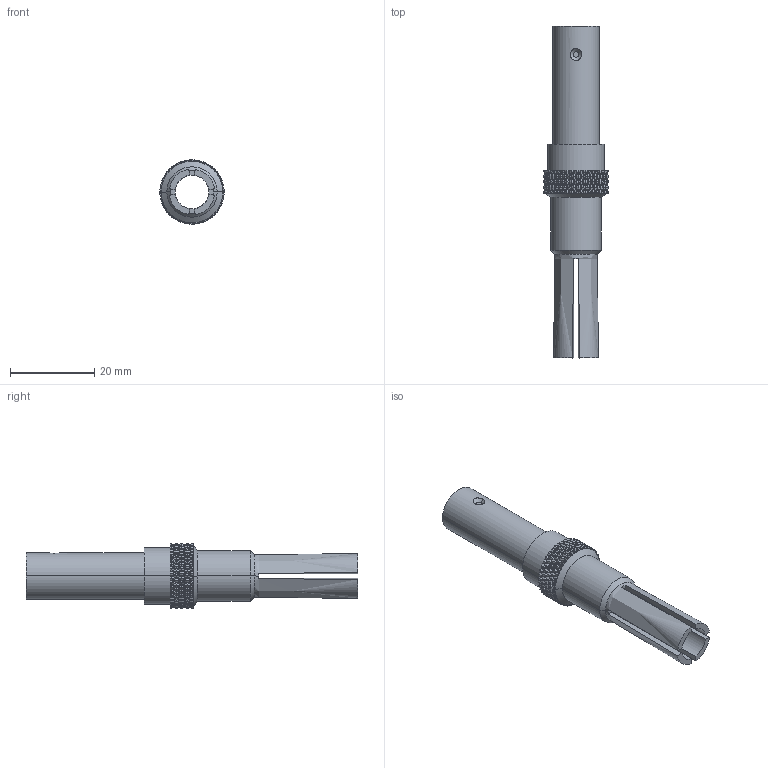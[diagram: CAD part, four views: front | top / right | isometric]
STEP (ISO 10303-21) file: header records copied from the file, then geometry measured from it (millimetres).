
FILE_DESCRIPTION(/* description */ (''),/* implementation_level */ '2;1');
FILE_NAME(/* name */ 'Baton mécanique - Pièce principale',/* time_stamp */ '2022-02-09T10:24:45+01:00',/* author */ (''),/* organization */ (''),/* preprocessor_version */ 'ST-DEVELOPER v16.5',/* originating_system */ 'Rhino 7.14',/* authorisation */ '');
FILE_SCHEMA (('AUTOMOTIVE_DESIGN'));
Length unit declared in the file: millimetre
Products named in the file (1): Document
Bounding box: 15.24 x 78.6 x 15.24 mm (x, y, z)
Volume: 4061.9 mm3; surface area: 5095 mm2
Topology: 1 solids, 1 shells, 2017 faces, 4736 edges, 2842 vertices
Faces by surface type: plane 1143, bspline 864, cylinder 10
Entity records: 52230 total; most frequent: CARTESIAN_POINT 20035, ORIENTED_EDGE 9472, EDGE_CURVE 4736, B_SPLINE_CURVE_WITH_KNOTS 4516, VERTEX_POINT 2842, EDGE_LOOP 2140, ADVANCED_FACE 2017, FACE_OUTER_BOUND 2017
